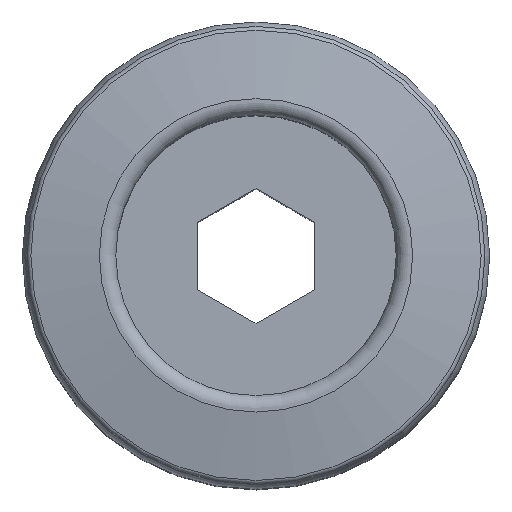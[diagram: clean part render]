
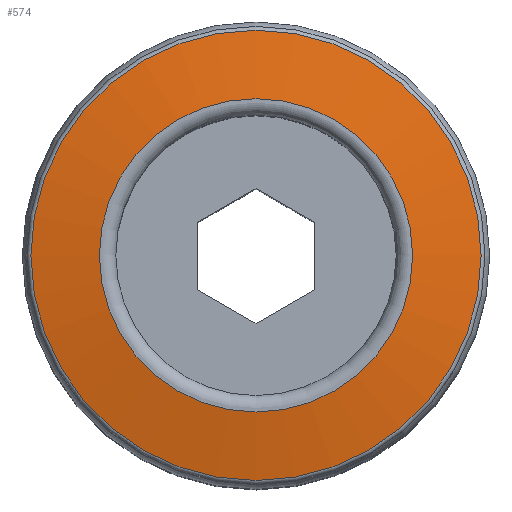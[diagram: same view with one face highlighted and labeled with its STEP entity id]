
A CAD part, top view. The second image highlights one B-rep face of the part: STEP entity #574.
In plain terms, the highlighted conical face has half-angle 80 degrees and reference radius 3.352 mm.
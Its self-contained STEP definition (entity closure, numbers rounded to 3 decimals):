
#20=CONICAL_SURFACE('',#613,3.352,1.396);
#40=CIRCLE('',#612,3.352);
#41=CIRCLE('',#614,4.817);
#101=ORIENTED_EDGE('',*,*,#167,.F.);
#102=ORIENTED_EDGE('',*,*,#166,.T.);
#166=EDGE_CURVE('',#200,#200,#40,.T.);
#167=EDGE_CURVE('',#201,#201,#41,.T.);
#200=VERTEX_POINT('',#835);
#201=VERTEX_POINT('',#838);
#256=EDGE_LOOP('',(#101));
#257=EDGE_LOOP('',(#102));
#308=FACE_BOUND('',#256,.T.);
#309=FACE_BOUND('',#257,.T.);
#574=ADVANCED_FACE('',(#308,#309),#20,.T.);
#612=AXIS2_PLACEMENT_3D('',#834,#691,#692);
#613=AXIS2_PLACEMENT_3D('',#836,#693,#694);
#614=AXIS2_PLACEMENT_3D('',#837,#695,#696);
#691=DIRECTION('',(0.,0.,-1.));
#692=DIRECTION('',(-1.,0.,0.));
#693=DIRECTION('',(0.,0.,-1.));
#694=DIRECTION('',(-1.,0.,0.));
#695=DIRECTION('',(0.,0.,-1.));
#696=DIRECTION('',(-1.,0.,0.));
#834=CARTESIAN_POINT('',(0.,0.,17.818));
#835=CARTESIAN_POINT('',(-3.352,0.,17.818));
#836=CARTESIAN_POINT('',(0.,0.,17.818));
#837=CARTESIAN_POINT('',(0.,0.,17.559));
#838=CARTESIAN_POINT('',(-4.817,0.,17.559));
